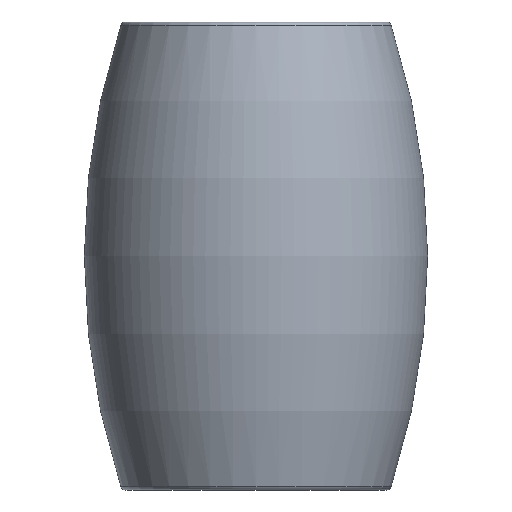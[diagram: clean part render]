
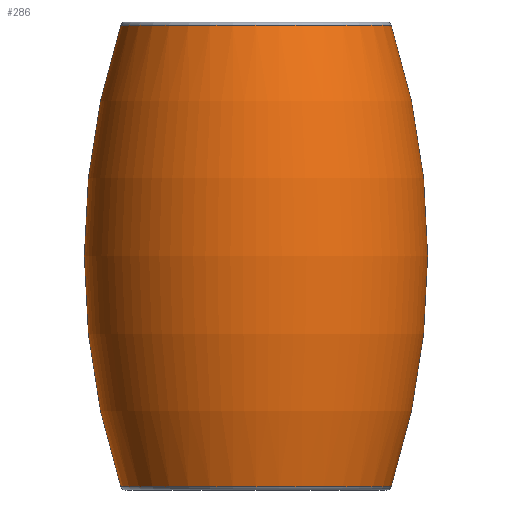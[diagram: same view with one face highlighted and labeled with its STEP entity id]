
A CAD part, front view. The second image highlights one B-rep face of the part: STEP entity #286.
In plain terms, the highlighted toroidal (fillet/blend) face has major radius 37 mm and minor radius 48 mm.
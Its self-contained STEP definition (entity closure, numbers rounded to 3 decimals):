
#11 = CARTESIAN_POINT ( 'NONE',  ( 0., 0., -14.792 ) ) ;
#22 = CIRCLE ( 'NONE', #39, 48. ) ;
#39 = AXIS2_PLACEMENT_3D ( 'NONE', #443, #202, #169 ) ;
#42 = ORIENTED_EDGE ( 'NONE', *, *, #513, .T. ) ;
#46 = EDGE_CURVE ( 'NONE', #323, #235, #22, .T. ) ;
#52 = CIRCLE ( 'NONE', #222, 8.664 ) ;
#96 = FACE_OUTER_BOUND ( 'NONE', #356, .T. ) ;
#97 = EDGE_CURVE ( 'NONE', #235, #239, #52, .T. ) ;
#159 = ORIENTED_EDGE ( 'NONE', *, *, #97, .T. ) ;
#163 = CARTESIAN_POINT ( 'NONE',  ( 8.664, 0., 14.792 ) ) ;
#169 = DIRECTION ( 'NONE',  ( 0., 0., -1. ) ) ;
#181 = CARTESIAN_POINT ( 'NONE',  ( 0., 0., 0. ) ) ;
#199 = AXIS2_PLACEMENT_3D ( 'NONE', #11, #279, #240 ) ;
#202 = DIRECTION ( 'NONE',  ( 0., -1., 0. ) ) ;
#213 = DIRECTION ( 'NONE',  ( 0., 1., 0. ) ) ;
#222 = AXIS2_PLACEMENT_3D ( 'NONE', #449, #485, #457 ) ;
#235 = VERTEX_POINT ( 'NONE', #163 ) ;
#236 = TOROIDAL_SURFACE ( 'NONE', #343, -37., 48. ) ;
#239 = VERTEX_POINT ( 'NONE', #436 ) ;
#240 = DIRECTION ( 'NONE',  ( 1., 0., 0. ) ) ;
#255 = CARTESIAN_POINT ( 'NONE',  ( -8.664, 0., -14.792 ) ) ;
#264 = AXIS2_PLACEMENT_3D ( 'NONE', #445, #213, #289 ) ;
#279 = DIRECTION ( 'NONE',  ( 0., 0., 1. ) ) ;
#286 = ADVANCED_FACE ( 'NONE', ( #96 ), #236, .T. ) ;
#289 = DIRECTION ( 'NONE',  ( -1., 0., 0. ) ) ;
#323 = VERTEX_POINT ( 'NONE', #371 ) ;
#343 = AXIS2_PLACEMENT_3D ( 'NONE', #181, #409, #376 ) ;
#352 = VERTEX_POINT ( 'NONE', #255 ) ;
#356 = EDGE_LOOP ( 'NONE', ( #503, #42, #434, #159 ) ) ;
#371 = CARTESIAN_POINT ( 'NONE',  ( 8.664, 0., -14.792 ) ) ;
#376 = DIRECTION ( 'NONE',  ( 1., 0., 0. ) ) ;
#409 = DIRECTION ( 'NONE',  ( 0., 0., 1. ) ) ;
#418 = CIRCLE ( 'NONE', #199, 8.664 ) ;
#434 = ORIENTED_EDGE ( 'NONE', *, *, #46, .T. ) ;
#436 = CARTESIAN_POINT ( 'NONE',  ( -8.664, 0., 14.792 ) ) ;
#443 = CARTESIAN_POINT ( 'NONE',  ( -37., 0., 0. ) ) ;
#445 = CARTESIAN_POINT ( 'NONE',  ( 37., 0., 0. ) ) ;
#449 = CARTESIAN_POINT ( 'NONE',  ( 0., 0., 14.792 ) ) ;
#457 = DIRECTION ( 'NONE',  ( -1., 0., 0. ) ) ;
#484 = EDGE_CURVE ( 'NONE', #352, #239, #490, .T. ) ;
#485 = DIRECTION ( 'NONE',  ( 0., 0., -1. ) ) ;
#490 = CIRCLE ( 'NONE', #264, 48. ) ;
#503 = ORIENTED_EDGE ( 'NONE', *, *, #484, .F. ) ;
#513 = EDGE_CURVE ( 'NONE', #352, #323, #418, .T. ) ;
